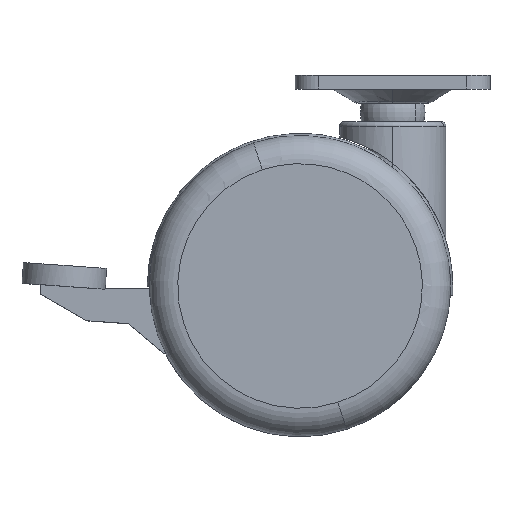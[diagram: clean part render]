
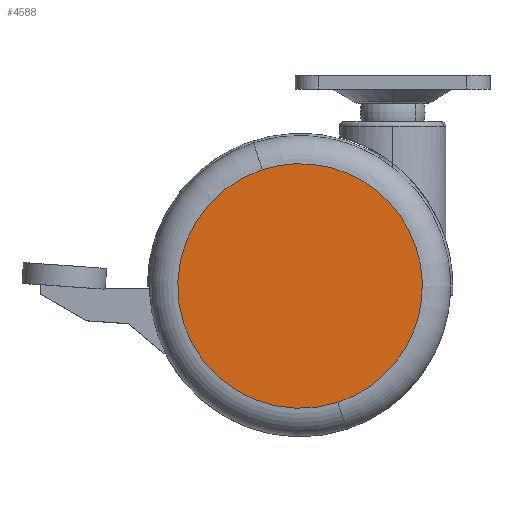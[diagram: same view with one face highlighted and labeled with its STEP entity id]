
A CAD part, top view. The second image highlights one B-rep face of the part: STEP entity #4588.
In plain terms, the highlighted planar face has unit normal (0, 0, 1).
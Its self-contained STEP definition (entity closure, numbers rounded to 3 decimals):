
#27 = EDGE_LOOP ( 'NONE', ( #1540, #6568 ) ) ;
#338 = CARTESIAN_POINT ( 'NONE',  ( 6.454, -35.849, 21. ) ) ;
#340 = EDGE_CURVE ( 'NONE', #7069, #2233, #1843, .T. ) ;
#358 = DIRECTION ( 'NONE',  ( 1., 0., 0. ) ) ;
#409 = CARTESIAN_POINT ( 'NONE',  ( -1.541, -54.453, 21. ) ) ;
#768 = CARTESIAN_POINT ( 'NONE',  ( 5.642, -28.985, 21. ) ) ;
#923 = CARTESIAN_POINT ( 'NONE',  ( 1.197, -19.668, 21. ) ) ;
#961 = CARTESIAN_POINT ( 'NONE',  ( 6.42, -34.113, 21. ) ) ;
#1334 = CARTESIAN_POINT ( 'NONE',  ( -5.593, -57.69, 21. ) ) ;
#1389 = AXIS2_PLACEMENT_3D ( 'NONE', #2796, #6858, #358 ) ;
#1540 = ORIENTED_EDGE ( 'NONE', *, *, #340, .T. ) ;
#1843 = B_SPLINE_CURVE_WITH_KNOTS ( 'NONE', 3,
 ( #3383, #1927, #4906, #1334, #2554, #409, #6904, #5636, #7286, #6117, #5493, #1969, #7249, #338, #961, #3698, #768, #5126, #6870, #4289, #923, #3267, #5093, #6828, #2702, #3894, #3127, #2196, #4514, #6302, #5055, #2120, #2739, #6698 ),
 .UNSPECIFIED., .F., .F.,
 ( 4, 2, 2, 2, 2, 2, 2, 2, 2, 2, 2, 2, 2, 2, 2, 2, 4 ),
 ( 0., 0.196, 0.393, 0.589, 0.785, 0.982, 1.178, 1.374, 1.571, 1.767, 1.963, 2.16, 2.356, 2.553, 2.749, 2.945, 3.142 ),
 .UNSPECIFIED. ) ;
#1927 = CARTESIAN_POINT ( 'NONE',  ( -10.199, -60.074, 21. ) ) ;
#1969 = CARTESIAN_POINT ( 'NONE',  ( 5.878, -41.003, 21. ) ) ;
#2120 = CARTESIAN_POINT ( 'NONE',  ( -24.819, -9.486, 21. ) ) ;
#2196 = CARTESIAN_POINT ( 'NONE',  ( -14.497, -9.622, 21. ) ) ;
#2233 = VERTEX_POINT ( 'NONE', #4599 ) ;
#2554 = CARTESIAN_POINT ( 'NONE',  ( -4.168, -56.697, 21. ) ) ;
#2702 = CARTESIAN_POINT ( 'NONE',  ( -6.475, -12.762, 21. ) ) ;
#2739 = CARTESIAN_POINT ( 'NONE',  ( -26.515, -9.858, 21. ) ) ;
#2796 = CARTESIAN_POINT ( 'NONE',  ( -20., -35.5, 21. ) ) ;
#2932 = CARTESIAN_POINT ( 'NONE',  ( -20., -61.9, 21. ) ) ;
#2976 = DIRECTION ( 'NONE',  ( 0., 0., -1. ) ) ;
#3127 = CARTESIAN_POINT ( 'NONE',  ( -11.171, -10.56, 21. ) ) ;
#3262 = AXIS2_PLACEMENT_3D ( 'NONE', #2932, #2976, #4265 ) ;
#3267 = CARTESIAN_POINT ( 'NONE',  ( -1.047, -17.041, 21. ) ) ;
#3383 = CARTESIAN_POINT ( 'NONE',  ( -11.842, -60.608, 21. ) ) ;
#3417 = EDGE_CURVE ( 'NONE', #2233, #7069, #3735, .T. ) ;
#3698 = CARTESIAN_POINT ( 'NONE',  ( 6.014, -30.681, 21. ) ) ;
#3735 = CIRCLE ( 'NONE', #1389, 26.4 ) ;
#3894 = CARTESIAN_POINT ( 'NONE',  ( -9.554, -11.193, 21. ) ) ;
#4265 = DIRECTION ( 'NONE',  ( -1., 0., 0. ) ) ;
#4289 = CARTESIAN_POINT ( 'NONE',  ( 2.19, -21.093, 21. ) ) ;
#4514 = CARTESIAN_POINT ( 'NONE',  ( -16.206, -9.317, 21. ) ) ;
#4588 = ADVANCED_FACE ( 'NONE', ( #7095 ), #7172, .F. ) ;
#4599 = CARTESIAN_POINT ( 'NONE',  ( -28.158, -10.392, 21. ) ) ;
#4906 = CARTESIAN_POINT ( 'NONE',  ( -8.608, -59.378, 21. ) ) ;
#5055 = CARTESIAN_POINT ( 'NONE',  ( -21.387, -9.08, 21. ) ) ;
#5093 = CARTESIAN_POINT ( 'NONE',  ( -2.299, -15.837, 21. ) ) ;
#5126 = CARTESIAN_POINT ( 'NONE',  ( 4.574, -25.699, 21. ) ) ;
#5493 = CARTESIAN_POINT ( 'NONE',  ( 4.94, -44.329, 21. ) ) ;
#5636 = CARTESIAN_POINT ( 'NONE',  ( 1.802, -50.487, 21. ) ) ;
#6117 = CARTESIAN_POINT ( 'NONE',  ( 4.307, -45.946, 21. ) ) ;
#6302 = CARTESIAN_POINT ( 'NONE',  ( -19.651, -9.046, 21. ) ) ;
#6413 = CARTESIAN_POINT ( 'NONE',  ( -11.842, -60.608, 21. ) ) ;
#6568 = ORIENTED_EDGE ( 'NONE', *, *, #3417, .T. ) ;
#6698 = CARTESIAN_POINT ( 'NONE',  ( -28.158, -10.392, 21. ) ) ;
#6828 = CARTESIAN_POINT ( 'NONE',  ( -5.013, -13.698, 21. ) ) ;
#6858 = DIRECTION ( 'NONE',  ( 0., 0., 1. ) ) ;
#6870 = CARTESIAN_POINT ( 'NONE',  ( 3.878, -24.108, 21. ) ) ;
#6904 = CARTESIAN_POINT ( 'NONE',  ( -0.337, -53.201, 21. ) ) ;
#7069 = VERTEX_POINT ( 'NONE', #6413 ) ;
#7095 = FACE_OUTER_BOUND ( 'NONE', #27, .T. ) ;
#7172 = PLANE ( 'NONE',  #3262 ) ;
#7249 = CARTESIAN_POINT ( 'NONE',  ( 6.183, -39.294, 21. ) ) ;
#7286 = CARTESIAN_POINT ( 'NONE',  ( 2.738, -49.025, 21. ) ) ;
